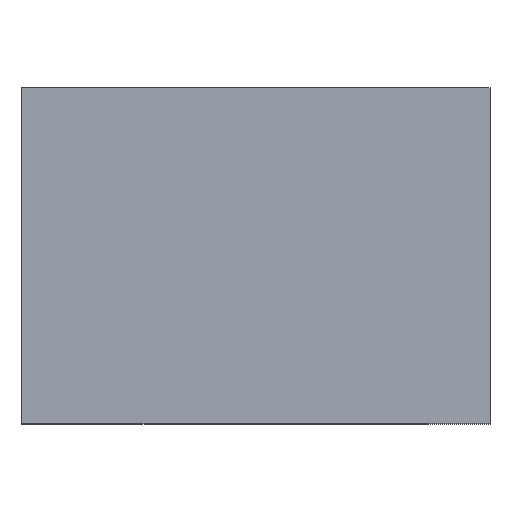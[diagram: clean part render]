
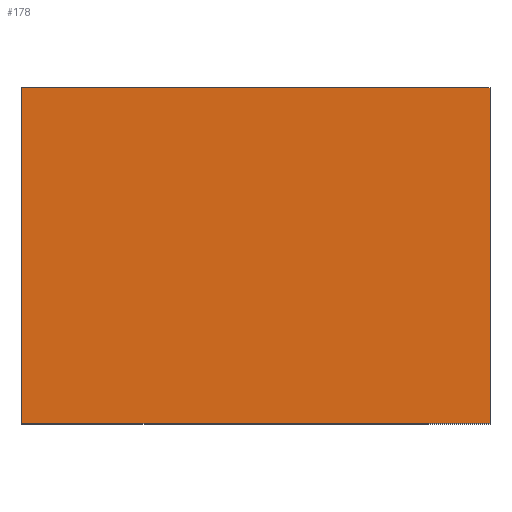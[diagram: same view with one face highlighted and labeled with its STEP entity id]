
A CAD part, top view. The second image highlights one B-rep face of the part: STEP entity #178.
In plain terms, the highlighted planar face has unit normal (0, 0, 1).
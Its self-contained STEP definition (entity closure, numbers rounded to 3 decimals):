
#5 = CARTESIAN_POINT ( 'NONE',  ( -4688.335, 1., -3383.208 ) ) ;
#6 = VECTOR ( 'NONE', #48, 1000. ) ;
#7 = VERTEX_POINT ( 'NONE', #367 ) ;
#11 = LINE ( 'NONE', #423, #6 ) ;
#48 = DIRECTION ( 'NONE',  ( 0., -1., 0. ) ) ;
#56 = VERTEX_POINT ( 'NONE', #91 ) ;
#58 = CARTESIAN_POINT ( 'NONE',  ( -4671.885, 0., -3383.208 ) ) ;
#59 = PLANE ( 'NONE',  #272 ) ;
#91 = CARTESIAN_POINT ( 'NONE',  ( -4688.335, 11.8, -3383.208 ) ) ;
#96 = VECTOR ( 'NONE', #483, 1000. ) ;
#118 = ORIENTED_EDGE ( 'NONE', *, *, #294, .F. ) ;
#119 = ORIENTED_EDGE ( 'NONE', *, *, #329, .T. ) ;
#130 = VECTOR ( 'NONE', #151, 1000. ) ;
#132 = ORIENTED_EDGE ( 'NONE', *, *, #417, .T. ) ;
#146 = EDGE_LOOP ( 'NONE', ( #119, #456, #118, #132 ) ) ;
#147 = FACE_OUTER_BOUND ( 'NONE', #146, .T. ) ;
#151 = DIRECTION ( 'NONE',  ( 1., 0., 0. ) ) ;
#178 = ADVANCED_FACE ( 'NONE', ( #147 ), #59, .F. ) ;
#182 = DIRECTION ( 'NONE',  ( -1., 0., 0. ) ) ;
#185 = DIRECTION ( 'NONE',  ( 0., 0., -1. ) ) ;
#187 = VERTEX_POINT ( 'NONE', #188 ) ;
#188 = CARTESIAN_POINT ( 'NONE',  ( -4688.335, 0., -3383.208 ) ) ;
#190 = LINE ( 'NONE', #475, #130 ) ;
#223 = VERTEX_POINT ( 'NONE', #58 ) ;
#272 = AXIS2_PLACEMENT_3D ( 'NONE', #5, #185, #182 ) ;
#275 = LINE ( 'NONE', #393, #96 ) ;
#294 = EDGE_CURVE ( 'NONE', #56, #7, #190, .T. ) ;
#317 = DIRECTION ( 'NONE',  ( 1., 0., 0. ) ) ;
#329 = EDGE_CURVE ( 'NONE', #187, #223, #392, .T. ) ;
#364 = CARTESIAN_POINT ( 'NONE',  ( -4688.335, 0., -3383.208 ) ) ;
#367 = CARTESIAN_POINT ( 'NONE',  ( -4671.885, 11.8, -3383.208 ) ) ;
#392 = LINE ( 'NONE', #364, #419 ) ;
#393 = CARTESIAN_POINT ( 'NONE',  ( -4671.885, 1., -3383.208 ) ) ;
#394 = EDGE_CURVE ( 'NONE', #7, #223, #275, .T. ) ;
#417 = EDGE_CURVE ( 'NONE', #56, #187, #11, .T. ) ;
#419 = VECTOR ( 'NONE', #317, 1000. ) ;
#423 = CARTESIAN_POINT ( 'NONE',  ( -4688.335, 1., -3383.208 ) ) ;
#456 = ORIENTED_EDGE ( 'NONE', *, *, #394, .F. ) ;
#475 = CARTESIAN_POINT ( 'NONE',  ( -4688.335, 11.8, -3383.208 ) ) ;
#483 = DIRECTION ( 'NONE',  ( 0., -1., 0. ) ) ;
